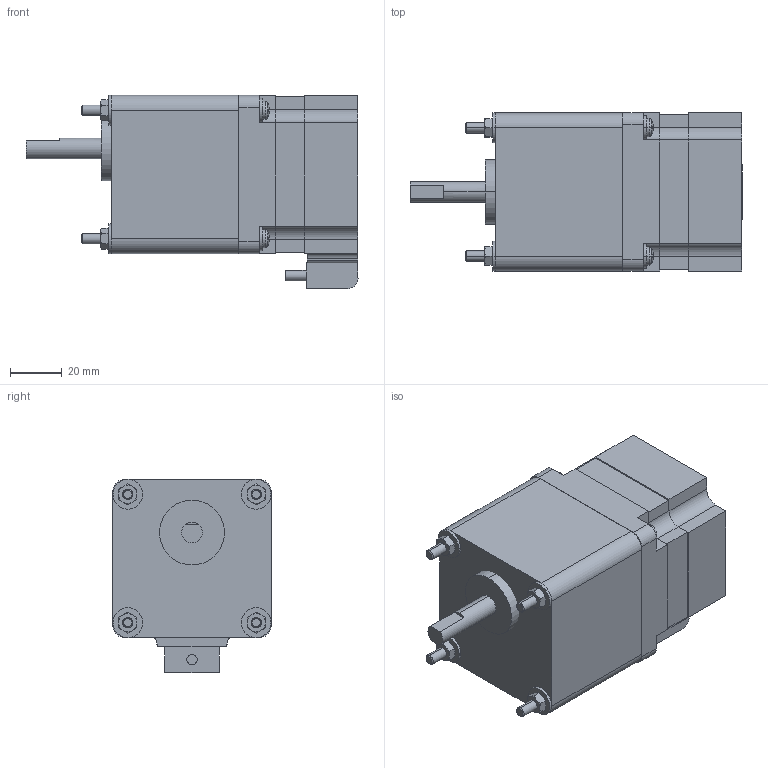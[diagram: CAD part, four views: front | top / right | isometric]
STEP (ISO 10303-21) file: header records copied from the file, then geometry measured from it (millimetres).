
FILE_DESCRIPTION(('starvars output'),'2;1');
FILE_NAME('fh6pf20g.stp','11:48:47 2014/09/11',( 'Thomas Industrial Network Germany GmbH'),( 'Thomas Industrial Network Germany GmbH'),'unknown preprocess','ACIS' ,'unknown authorization');
FILE_SCHEMA(('AUTOMOTIVE_DESIGN_CC2 {UNKNOWN IMPLEMENTATION LEVEL}'));
Length unit declared in the file: millimetre
Products named in the file (5): PRODUCT_ID_79; PRODUCT_ID_80; PRODUCT_ID_81; PRODUCT_ID_82; PRODUCT_ID_83
Bounding box: 128 x 61 x 74.5 mm (x, y, z)
Volume: 348090.3 mm3; surface area: 56278.1 mm2
Topology: 5 solids, 5 shells, 337 faces, 775 edges, 476 vertices
Faces by surface type: plane 166, cone 80, cylinder 75, bspline 8, torus 8
Entity records: 11616 total; most frequent: CARTESIAN_POINT 1977, ORIENTED_EDGE 1550, DIRECTION 1106, EDGE_CURVE 775, VERTEX_POINT 476, AXIS2_PLACEMENT_3D 377, EDGE_LOOP 365, FACE_BOUND 365
